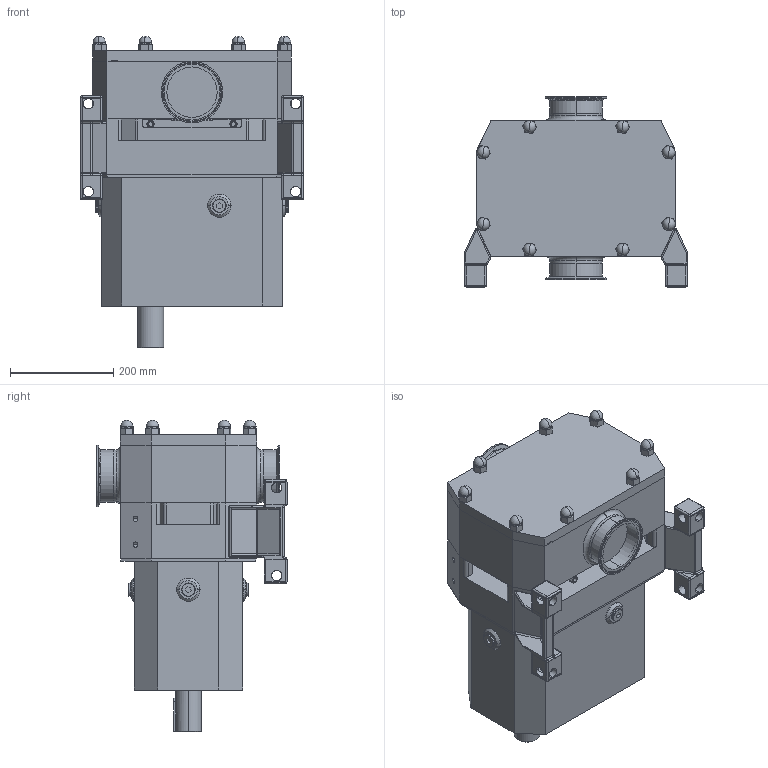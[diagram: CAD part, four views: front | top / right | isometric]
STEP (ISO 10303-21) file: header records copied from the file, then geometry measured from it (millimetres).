
FILE_DESCRIPTION (( 'STEP AP214' ), '1' );
FILE_NAME ('SLFL-TC-LEFT.STEP', '2022-05-13T13:48:00', ( '' ), ( '' ), 'SwSTEP 2.0', 'SolidWorks 2021', '' );
FILE_SCHEMA (( 'AUTOMOTIVE_DESIGN' ));
Length unit declared in the file: millimetre
Products named in the file (3): Copy of Z94-5121-66 - 4 INCH^GA3656; Copy of SLFL-2285 V LHD^GA3656; SLFL-TC-LEFT
Assembly tree (3 placements, depth 2):
  SLFL-TC-LEFT
    Copy of SLFL-2285 V LHD^GA3656
    Copy of Z94-5121-66 - 4 INCH^GA3656  x2
Bounding box: 432.01 x 368 x 602.65 mm (x, y, z)
Volume: 40571961.3 mm3; surface area: 1158907.7 mm2
Topology: 14 solids, 14 shells, 1121 faces, 2855 edges, 1647 vertices
Faces by surface type: plane 421, cylinder 302, bspline 124, cone 113, torus 111, sphere 50
Entity records: 44058 total; most frequent: CARTESIAN_POINT 18835, ORIENTED_EDGE 5294, DIRECTION 5149, EDGE_CURVE 2647, AXIS2_PLACEMENT_3D 1907, VERTEX_POINT 1603, LINE 1335, VECTOR 1335
